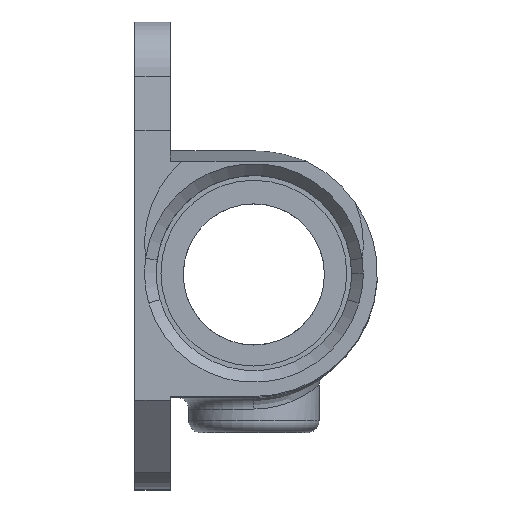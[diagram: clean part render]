
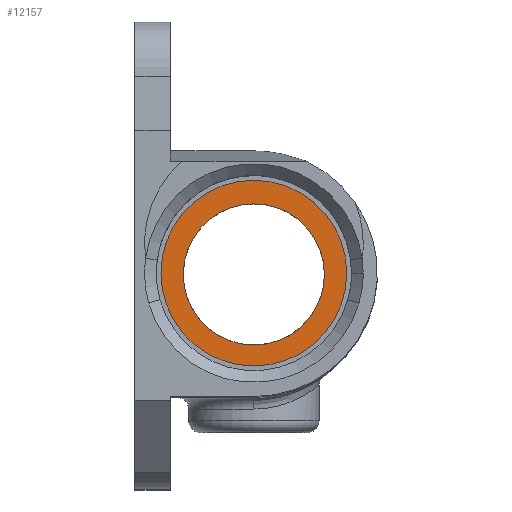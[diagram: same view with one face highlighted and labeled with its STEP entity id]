
A CAD part, top view. The second image highlights one B-rep face of the part: STEP entity #12157.
In plain terms, the highlighted planar face has unit normal (0, 0, 1).
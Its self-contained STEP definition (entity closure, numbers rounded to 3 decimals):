
#6122 = CYLINDRICAL_SURFACE('',#6123,6.);
#6123 = AXIS2_PLACEMENT_3D('',#6124,#6125,#6126);
#6124 = CARTESIAN_POINT('',(0.,-2.5,72.392));
#6125 = DIRECTION('',(0.,0.,1.));
#6126 = DIRECTION('',(1.,0.,0.));
#11721 = EDGE_CURVE('',#11722,#11722,#11724,.T.);
#11722 = VERTEX_POINT('',#11723);
#11723 = CARTESIAN_POINT('',(6.,-2.5,2.892));
#11724 = SURFACE_CURVE('',#11725,(#11730,#11737),.PCURVE_S1.);
#11725 = CIRCLE('',#11726,6.);
#11726 = AXIS2_PLACEMENT_3D('',#11727,#11728,#11729);
#11727 = CARTESIAN_POINT('',(0.,-2.5,2.892));
#11728 = DIRECTION('',(0.,0.,1.));
#11729 = DIRECTION('',(1.,0.,0.));
#11730 = PCURVE('',#6122,#11731);
#11731 = DEFINITIONAL_REPRESENTATION('',(#11732),#11736);
#11732 = LINE('',#11733,#11734);
#11733 = CARTESIAN_POINT('',(0.,-69.5));
#11734 = VECTOR('',#11735,1.);
#11735 = DIRECTION('',(1.,0.));
#11736 = ( GEOMETRIC_REPRESENTATION_CONTEXT(2) 
PARAMETRIC_REPRESENTATION_CONTEXT() REPRESENTATION_CONTEXT('2D SPACE',''
  ) );
#11737 = PCURVE('',#11738,#11743);
#11738 = PLANE('',#11739);
#11739 = AXIS2_PLACEMENT_3D('',#11740,#11741,#11742);
#11740 = CARTESIAN_POINT('',(0.,-2.5,2.892));
#11741 = DIRECTION('',(0.,0.,1.));
#11742 = DIRECTION('',(1.,0.,0.));
#11743 = DEFINITIONAL_REPRESENTATION('',(#11744),#11748);
#11744 = CIRCLE('',#11745,6.);
#11745 = AXIS2_PLACEMENT_2D('',#11746,#11747);
#11746 = CARTESIAN_POINT('',(0.,0.));
#11747 = DIRECTION('',(1.,-0.));
#11748 = ( GEOMETRIC_REPRESENTATION_CONTEXT(2) 
PARAMETRIC_REPRESENTATION_CONTEXT() REPRESENTATION_CONTEXT('2D SPACE',''
  ) );
#12157 = ADVANCED_FACE('',(#12158,#12189),#11738,.T.);
#12158 = FACE_BOUND('',#12159,.T.);
#12159 = EDGE_LOOP('',(#12160));
#12160 = ORIENTED_EDGE('',*,*,#12161,.T.);
#12161 = EDGE_CURVE('',#12162,#12162,#12164,.T.);
#12162 = VERTEX_POINT('',#12163);
#12163 = CARTESIAN_POINT('',(8.3,-2.5,2.892));
#12164 = SURFACE_CURVE('',#12165,(#12170,#12177),.PCURVE_S1.);
#12165 = CIRCLE('',#12166,8.3);
#12166 = AXIS2_PLACEMENT_3D('',#12167,#12168,#12169);
#12167 = CARTESIAN_POINT('',(0.,-2.5,2.892));
#12168 = DIRECTION('',(0.,0.,1.));
#12169 = DIRECTION('',(1.,0.,0.));
#12170 = PCURVE('',#11738,#12171);
#12171 = DEFINITIONAL_REPRESENTATION('',(#12172),#12176);
#12172 = CIRCLE('',#12173,8.3);
#12173 = AXIS2_PLACEMENT_2D('',#12174,#12175);
#12174 = CARTESIAN_POINT('',(0.,0.));
#12175 = DIRECTION('',(1.,-0.));
#12176 = ( GEOMETRIC_REPRESENTATION_CONTEXT(2) 
PARAMETRIC_REPRESENTATION_CONTEXT() REPRESENTATION_CONTEXT('2D SPACE',''
  ) );
#12177 = PCURVE('',#12178,#12183);
#12178 = CYLINDRICAL_SURFACE('',#12179,8.3);
#12179 = AXIS2_PLACEMENT_3D('',#12180,#12181,#12182);
#12180 = CARTESIAN_POINT('',(0.,-2.5,72.392));
#12181 = DIRECTION('',(0.,0.,1.));
#12182 = DIRECTION('',(1.,0.,0.));
#12183 = DEFINITIONAL_REPRESENTATION('',(#12184),#12188);
#12184 = LINE('',#12185,#12186);
#12185 = CARTESIAN_POINT('',(0.,-69.5));
#12186 = VECTOR('',#12187,1.);
#12187 = DIRECTION('',(1.,0.));
#12188 = ( GEOMETRIC_REPRESENTATION_CONTEXT(2) 
PARAMETRIC_REPRESENTATION_CONTEXT() REPRESENTATION_CONTEXT('2D SPACE',''
  ) );
#12189 = FACE_BOUND('',#12190,.T.);
#12190 = EDGE_LOOP('',(#12191));
#12191 = ORIENTED_EDGE('',*,*,#11721,.F.);
